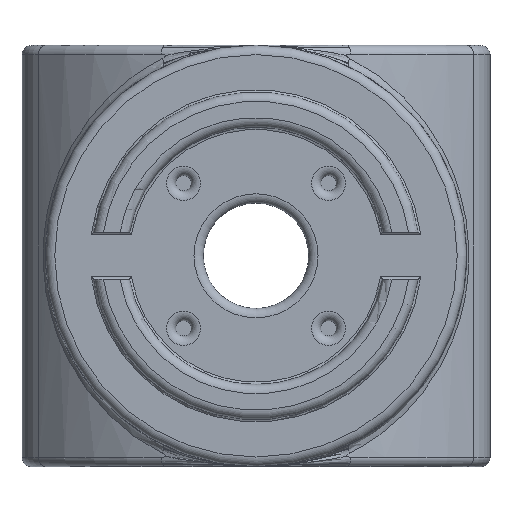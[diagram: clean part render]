
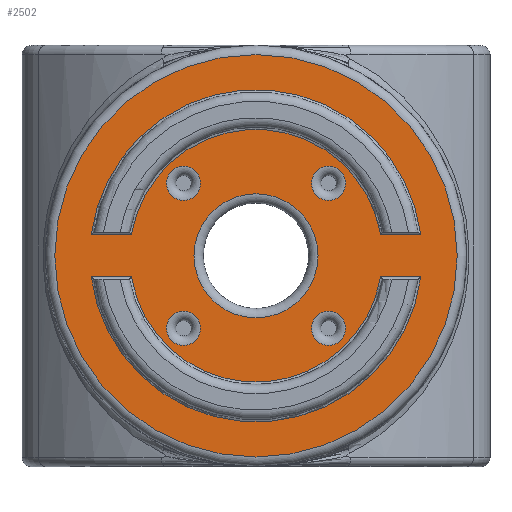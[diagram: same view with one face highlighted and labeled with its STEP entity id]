
A CAD part, top view. The second image highlights one B-rep face of the part: STEP entity #2502.
In plain terms, the highlighted planar face has unit normal (0, 0, 1).
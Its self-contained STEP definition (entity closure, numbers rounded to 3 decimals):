
#35=FACE_BOUND('',#675,.T.);
#36=FACE_BOUND('',#676,.T.);
#37=FACE_BOUND('',#677,.T.);
#38=FACE_BOUND('',#678,.T.);
#39=FACE_BOUND('',#679,.T.);
#40=FACE_BOUND('',#680,.T.);
#41=FACE_BOUND('',#681,.T.);
#120=PLANE('',#2678);
#191=LINE('',#3729,#320);
#192=LINE('',#3746,#321);
#198=LINE('',#3803,#327);
#199=LINE('',#3807,#328);
#320=VECTOR('',#2975,8.591);
#321=VECTOR('',#2978,8.591);
#327=VECTOR('',#3000,8.591);
#328=VECTOR('',#3003,8.591);
#506=FACE_OUTER_BOUND('',#674,.T.);
#674=EDGE_LOOP('',(#1783));
#675=EDGE_LOOP('',(#1784,#1785,#1786,#1787));
#676=EDGE_LOOP('',(#1788));
#677=EDGE_LOOP('',(#1789));
#678=EDGE_LOOP('',(#1790));
#679=EDGE_LOOP('',(#1791));
#680=EDGE_LOOP('',(#1792));
#681=EDGE_LOOP('',(#1793,#1794,#1795,#1796));
#1000=CIRCLE('',#2668,35.5);
#1002=CIRCLE('',#2673,27.);
#1005=CIRCLE('',#2679,43.);
#1006=CIRCLE('',#2680,35.5);
#1007=CIRCLE('',#2681,27.);
#1008=CIRCLE('',#2682,3.65);
#1009=CIRCLE('',#2683,3.65);
#1010=CIRCLE('',#2684,13.25);
#1011=CIRCLE('',#2685,3.65);
#1012=CIRCLE('',#2686,3.65);
#1147=VERTEX_POINT('',#3691);
#1148=VERTEX_POINT('',#3692);
#1152=VERTEX_POINT('',#3728);
#1153=VERTEX_POINT('',#3745);
#1160=VERTEX_POINT('',#3799);
#1161=VERTEX_POINT('',#3801);
#1162=VERTEX_POINT('',#3802);
#1163=VERTEX_POINT('',#3804);
#1164=VERTEX_POINT('',#3806);
#1165=VERTEX_POINT('',#3809);
#1166=VERTEX_POINT('',#3811);
#1167=VERTEX_POINT('',#3813);
#1168=VERTEX_POINT('',#3815);
#1169=VERTEX_POINT('',#3817);
#1401=EDGE_CURVE('',#1147,#1148,#1000,.T.);
#1406=EDGE_CURVE('',#1148,#1152,#191,.T.);
#1408=EDGE_CURVE('',#1153,#1147,#192,.T.);
#1411=EDGE_CURVE('',#1152,#1153,#1002,.T.);
#1420=EDGE_CURVE('',#1160,#1160,#1005,.T.);
#1421=EDGE_CURVE('',#1161,#1162,#198,.T.);
#1422=EDGE_CURVE('',#1163,#1161,#1006,.T.);
#1423=EDGE_CURVE('',#1164,#1163,#199,.T.);
#1424=EDGE_CURVE('',#1162,#1164,#1007,.T.);
#1425=EDGE_CURVE('',#1165,#1165,#1008,.T.);
#1426=EDGE_CURVE('',#1166,#1166,#1009,.T.);
#1427=EDGE_CURVE('',#1167,#1167,#1010,.T.);
#1428=EDGE_CURVE('',#1168,#1168,#1011,.T.);
#1429=EDGE_CURVE('',#1169,#1169,#1012,.T.);
#1783=ORIENTED_EDGE('',*,*,#1420,.T.);
#1784=ORIENTED_EDGE('',*,*,#1421,.F.);
#1785=ORIENTED_EDGE('',*,*,#1422,.F.);
#1786=ORIENTED_EDGE('',*,*,#1423,.F.);
#1787=ORIENTED_EDGE('',*,*,#1424,.F.);
#1788=ORIENTED_EDGE('',*,*,#1425,.T.);
#1789=ORIENTED_EDGE('',*,*,#1426,.T.);
#1790=ORIENTED_EDGE('',*,*,#1427,.T.);
#1791=ORIENTED_EDGE('',*,*,#1428,.T.);
#1792=ORIENTED_EDGE('',*,*,#1429,.F.);
#1793=ORIENTED_EDGE('',*,*,#1401,.F.);
#1794=ORIENTED_EDGE('',*,*,#1408,.F.);
#1795=ORIENTED_EDGE('',*,*,#1411,.F.);
#1796=ORIENTED_EDGE('',*,*,#1406,.F.);
#2502=ADVANCED_FACE('',(#506,#35,#36,#37,#38,#39,#40,#41),#120,.T.);
#2668=AXIS2_PLACEMENT_3D('',#3693,#2968,#2969);
#2673=AXIS2_PLACEMENT_3D('',#3764,#2982,#2983);
#2678=AXIS2_PLACEMENT_3D('',#3798,#2996,#2997);
#2679=AXIS2_PLACEMENT_3D('',#3800,#2998,#2999);
#2680=AXIS2_PLACEMENT_3D('',#3805,#3001,#3002);
#2681=AXIS2_PLACEMENT_3D('',#3808,#3004,#3005);
#2682=AXIS2_PLACEMENT_3D('',#3810,#3006,#3007);
#2683=AXIS2_PLACEMENT_3D('',#3812,#3008,#3009);
#2684=AXIS2_PLACEMENT_3D('',#3814,#3010,#3011);
#2685=AXIS2_PLACEMENT_3D('',#3816,#3012,#3013);
#2686=AXIS2_PLACEMENT_3D('',#3818,#3014,#3015);
#2968=DIRECTION('center_axis',(0.,0.,1.));
#2969=DIRECTION('ref_axis',(0.,1.,0.));
#2975=DIRECTION('',(1.,0.,0.));
#2978=DIRECTION('',(1.,0.,0.));
#2982=DIRECTION('center_axis',(0.,0.,-1.));
#2983=DIRECTION('ref_axis',(0.,1.,0.));
#2996=DIRECTION('center_axis',(0.,0.,1.));
#2997=DIRECTION('ref_axis',(-1.,0.,0.));
#2998=DIRECTION('center_axis',(0.,0.,1.));
#2999=DIRECTION('ref_axis',(-1.,0.,0.));
#3000=DIRECTION('',(-1.,0.,0.));
#3001=DIRECTION('center_axis',(0.,0.,1.));
#3002=DIRECTION('ref_axis',(0.,-1.,0.));
#3003=DIRECTION('',(-1.,0.,0.));
#3004=DIRECTION('center_axis',(0.,0.,-1.));
#3005=DIRECTION('ref_axis',(0.,-1.,0.));
#3006=DIRECTION('center_axis',(0.,0.,-1.));
#3007=DIRECTION('ref_axis',(1.,0.,0.));
#3008=DIRECTION('center_axis',(0.,0.,-1.));
#3009=DIRECTION('ref_axis',(1.,0.,0.));
#3010=DIRECTION('center_axis',(0.,0.,-1.));
#3011=DIRECTION('ref_axis',(1.,0.,0.));
#3012=DIRECTION('center_axis',(0.,0.,-1.));
#3013=DIRECTION('ref_axis',(1.,0.,0.));
#3014=DIRECTION('center_axis',(0.,0.,1.));
#3015=DIRECTION('ref_axis',(-1.,0.,0.));
#3691=CARTESIAN_POINT('',(-1222.498,4.5,31.5));
#3692=CARTESIAN_POINT('',(-1292.926,4.5,31.5));
#3693=CARTESIAN_POINT('Origin',(-1257.712,0.,
31.5));
#3728=CARTESIAN_POINT('',(-1284.334,4.5,31.5));
#3729=CARTESIAN_POINT('',(-1301.333,4.5,31.5));
#3745=CARTESIAN_POINT('',(-1231.09,4.5,31.5));
#3746=CARTESIAN_POINT('',(-1270.491,4.5,31.5));
#3764=CARTESIAN_POINT('Origin',(-1257.712,0.,
31.5));
#3798=CARTESIAN_POINT('Origin',(-1309.432,-51.72,31.5));
#3799=CARTESIAN_POINT('',(-1214.712,0.,31.5));
#3800=CARTESIAN_POINT('Origin',(-1257.712,0.,
31.5));
#3801=CARTESIAN_POINT('',(-1222.498,-4.5,31.5));
#3802=CARTESIAN_POINT('',(-1231.09,-4.5,31.5));
#3803=CARTESIAN_POINT('',(-1265.812,-4.5,31.5));
#3804=CARTESIAN_POINT('',(-1292.926,-4.5,31.5));
#3805=CARTESIAN_POINT('Origin',(-1257.712,0.,
31.5));
#3806=CARTESIAN_POINT('',(-1284.334,-4.5,31.5));
#3807=CARTESIAN_POINT('',(-1296.653,-4.5,31.5));
#3808=CARTESIAN_POINT('Origin',(-1257.712,0.,
31.5));
#3809=CARTESIAN_POINT('',(-1276.862,15.5,31.5));
#3810=CARTESIAN_POINT('Origin',(-1273.212,15.5,31.5));
#3811=CARTESIAN_POINT('',(-1245.862,-15.5,31.5));
#3812=CARTESIAN_POINT('Origin',(-1242.212,-15.5,31.5));
#3813=CARTESIAN_POINT('',(-1270.962,0.,31.5));
#3814=CARTESIAN_POINT('Origin',(-1257.712,0.,
31.5));
#3815=CARTESIAN_POINT('',(-1245.862,15.5,31.5));
#3816=CARTESIAN_POINT('Origin',(-1242.212,15.5,31.5));
#3817=CARTESIAN_POINT('',(-1276.862,-15.5,31.5));
#3818=CARTESIAN_POINT('Origin',(-1273.212,-15.5,31.5));
